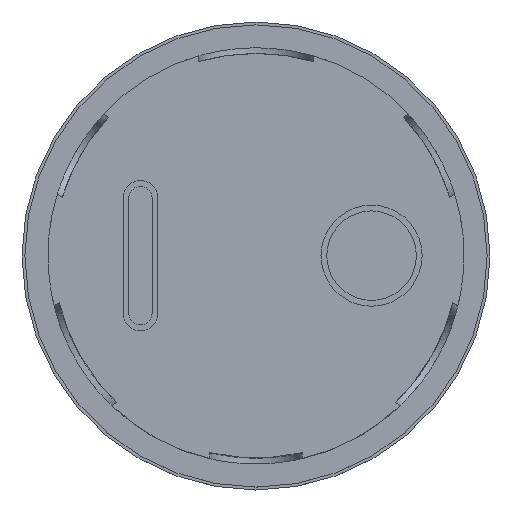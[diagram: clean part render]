
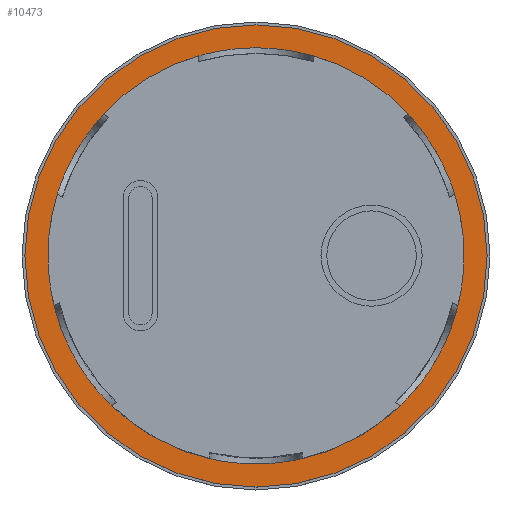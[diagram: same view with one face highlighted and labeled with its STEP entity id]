
A CAD part, top view. The second image highlights one B-rep face of the part: STEP entity #10473.
In plain terms, the highlighted planar face has unit normal (0, 0, 1).
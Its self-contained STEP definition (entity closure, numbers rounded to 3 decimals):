
#102 = DIRECTION ( 'NONE',  ( -1., 0., 0. ) ) ;
#246 = ORIENTED_EDGE ( 'NONE', *, *, #12489, .F. ) ;
#479 = CARTESIAN_POINT ( 'NONE',  ( 40., 0., 0. ) ) ;
#963 = CARTESIAN_POINT ( 'NONE',  ( 36., 0., 0. ) ) ;
#1161 = AXIS2_PLACEMENT_3D ( 'NONE', #5422, #3330, #2535 ) ;
#1192 = AXIS2_PLACEMENT_3D ( 'NONE', #5646, #9701, #6689 ) ;
#1350 = AXIS2_PLACEMENT_3D ( 'NONE', #4206, #5111, #10149 ) ;
#1978 = EDGE_CURVE ( 'NONE', #8000, #10393, #9087, .T. ) ;
#2078 = DIRECTION ( 'NONE',  ( 1., 0., 0. ) ) ;
#2209 = CARTESIAN_POINT ( 'NONE',  ( 0., 0., 0. ) ) ;
#2229 = AXIS2_PLACEMENT_3D ( 'NONE', #2209, #7318, #2078 ) ;
#2284 = VERTEX_POINT ( 'NONE', #7205 ) ;
#2535 = DIRECTION ( 'NONE',  ( -1., 0., 0. ) ) ;
#2824 = CARTESIAN_POINT ( 'NONE',  ( -40., 0., 0. ) ) ;
#3267 = CIRCLE ( 'NONE', #1161, 36. ) ;
#3330 = DIRECTION ( 'NONE',  ( 0., 0., 1. ) ) ;
#4206 = CARTESIAN_POINT ( 'NONE',  ( 0., 0., 0. ) ) ;
#4736 = PLANE ( 'NONE',  #1192 ) ;
#4760 = CIRCLE ( 'NONE', #6001, 36. ) ;
#5111 = DIRECTION ( 'NONE',  ( 0., 0., -1. ) ) ;
#5422 = CARTESIAN_POINT ( 'NONE',  ( 0., 0., 0. ) ) ;
#5646 = CARTESIAN_POINT ( 'NONE',  ( 0., 0., 0. ) ) ;
#5786 = ORIENTED_EDGE ( 'NONE', *, *, #10150, .F. ) ;
#5840 = FACE_OUTER_BOUND ( 'NONE', #11771, .T. ) ;
#6001 = AXIS2_PLACEMENT_3D ( 'NONE', #11762, #12015, #102 ) ;
#6689 = DIRECTION ( 'NONE',  ( 0., -1., 0. ) ) ;
#7205 = CARTESIAN_POINT ( 'NONE',  ( -36., 0., 0. ) ) ;
#7318 = DIRECTION ( 'NONE',  ( 0., 0., -1. ) ) ;
#8000 = VERTEX_POINT ( 'NONE', #2824 ) ;
#8877 = ORIENTED_EDGE ( 'NONE', *, *, #1978, .F. ) ;
#9087 = CIRCLE ( 'NONE', #1350, 40. ) ;
#9420 = EDGE_CURVE ( 'NONE', #10393, #8000, #11013, .T. ) ;
#9701 = DIRECTION ( 'NONE',  ( 0., 0., -1. ) ) ;
#9769 = FACE_BOUND ( 'NONE', #11391, .T. ) ;
#10149 = DIRECTION ( 'NONE',  ( 1., 0., 0. ) ) ;
#10150 = EDGE_CURVE ( 'NONE', #10897, #2284, #4760, .T. ) ;
#10393 = VERTEX_POINT ( 'NONE', #479 ) ;
#10473 = ADVANCED_FACE ( 'NONE', ( #9769, #5840 ), #4736, .F. ) ;
#10897 = VERTEX_POINT ( 'NONE', #963 ) ;
#11013 = CIRCLE ( 'NONE', #2229, 40. ) ;
#11391 = EDGE_LOOP ( 'NONE', ( #246, #5786 ) ) ;
#11762 = CARTESIAN_POINT ( 'NONE',  ( 0., 0., 0. ) ) ;
#11771 = EDGE_LOOP ( 'NONE', ( #11894, #8877 ) ) ;
#11894 = ORIENTED_EDGE ( 'NONE', *, *, #9420, .F. ) ;
#12015 = DIRECTION ( 'NONE',  ( 0., 0., 1. ) ) ;
#12489 = EDGE_CURVE ( 'NONE', #2284, #10897, #3267, .T. ) ;
